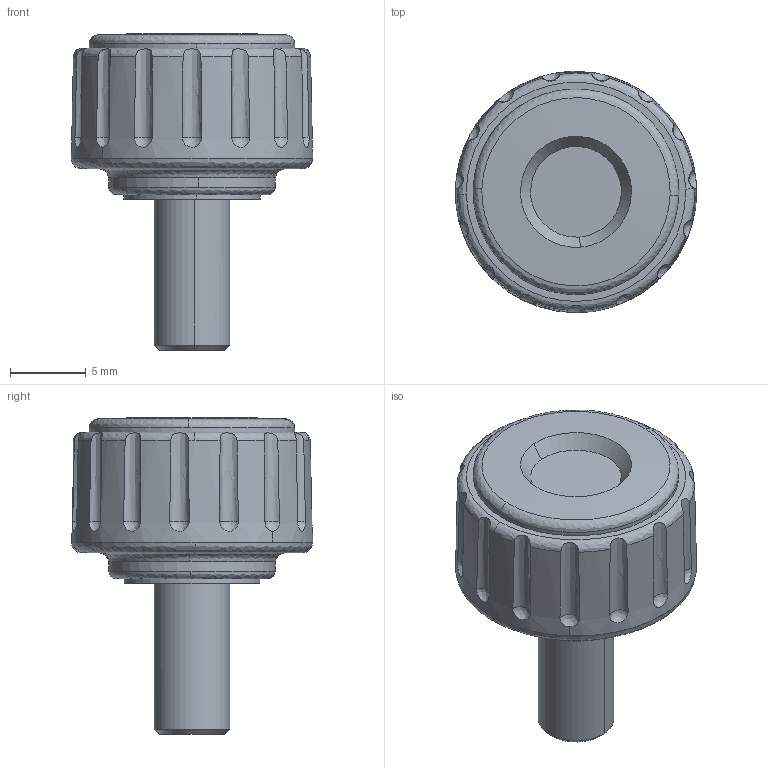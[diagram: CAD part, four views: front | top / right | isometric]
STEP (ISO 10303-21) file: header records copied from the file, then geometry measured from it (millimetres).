
FILE_DESCRIPTION((''),'2;1');
FILE_NAME('','2007-12-14T10:48:41',(''),(''),'','CADfix','');
FILE_SCHEMA(('AUTOMOTIVE_DESIGN { 1 0 10303 214 1 1 1 1 }'));
Length unit declared in the file: millimetre
Bounding box: 15.97 x 15.97 x 20.96 mm (x, y, z)
Volume: 2011.1 mm3; surface area: 1329.6 mm2
Topology: 2 solids, 2 shells, 70 faces, 224 edges, 164 vertices
Faces by surface type: bspline 70
Entity records: 4738 total; most frequent: CARTESIAN_POINT 3531, ORIENTED_EDGE 448, EDGE_CURVE 224, VERTEX_POINT 164, EDGE_LOOP 76, FACE_OUTER_BOUND 70, ADVANCED_FACE 70, B_SPLINE_CURVE_WITH_KNOTS 57
